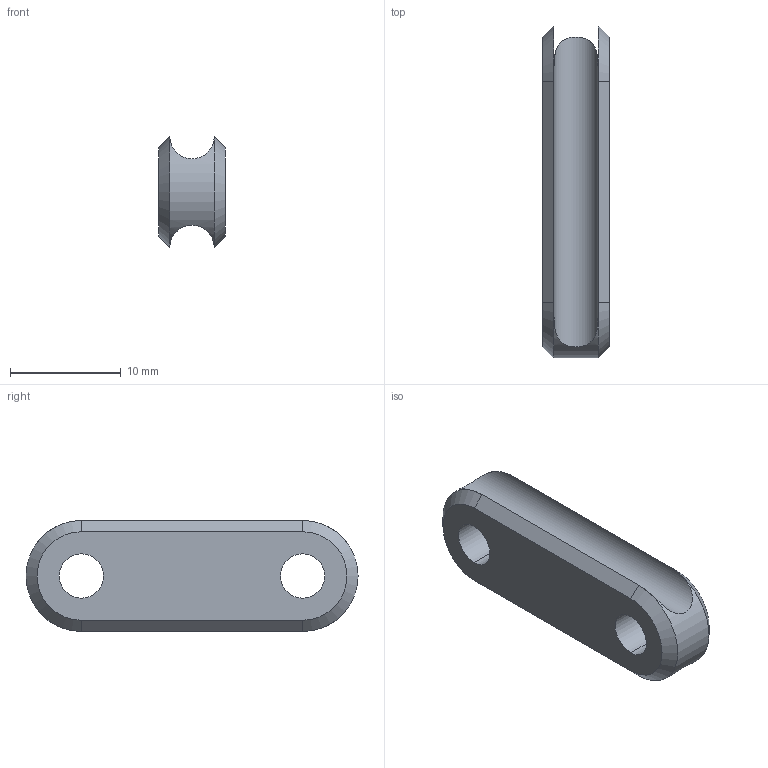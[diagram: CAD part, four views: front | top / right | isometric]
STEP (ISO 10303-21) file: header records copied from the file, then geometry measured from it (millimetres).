
FILE_DESCRIPTION (( 'STEP AP203' ), '1' );
FILE_NAME ('FINGLER_PART3_Default_sldprt.STEP', '2018-06-25T05:54:06', ( '' ), ( '' ), 'SwSTEP 2.0', 'SolidWorks 2017', '' );
FILE_SCHEMA (( 'CONFIG_CONTROL_DESIGN' ));
Length unit declared in the file: millimetre
Products named in the file (1): FINGLER_PART3_Default_sldprt
Bounding box: 6 x 30 x 10 mm (x, y, z)
Volume: 1134.9 mm3; surface area: 1105.9 mm2
Topology: 1 solids, 1 shells, 19 faces, 43 edges, 26 vertices
Faces by surface type: cylinder 9, plane 6, cone 4
Entity records: 760 total; most frequent: CARTESIAN_POINT 247, DIRECTION 93, ORIENTED_EDGE 86, EDGE_CURVE 43, AXIS2_PLACEMENT_3D 36, VERTEX_POINT 26, EDGE_LOOP 23, VECTOR 21
